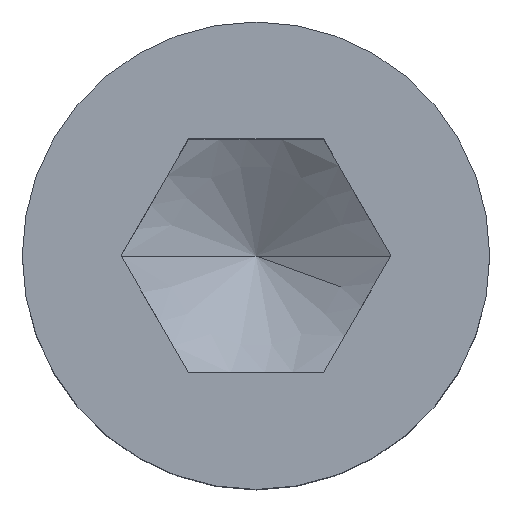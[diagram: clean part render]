
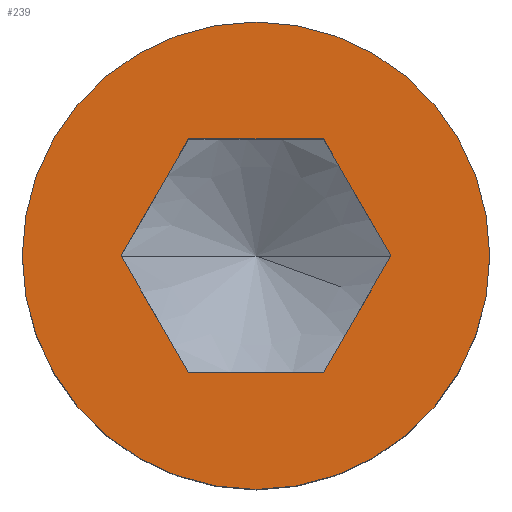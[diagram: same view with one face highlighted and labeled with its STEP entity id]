
A CAD part, top view. The second image highlights one B-rep face of the part: STEP entity #239.
In plain terms, the highlighted planar face has unit normal (0, 0, 1).
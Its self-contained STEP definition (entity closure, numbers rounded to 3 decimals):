
#141=EDGE_CURVE('',#283,#243,#354,.T.);
#145=VERTEX_POINT('',#358);
#151=VERTEX_POINT('',#365);
#165=EDGE_CURVE('',#145,#269,#379,.T.);
#181=EDGE_CURVE('',#151,#215,#395,.T.);
#203=EDGE_CURVE('',#215,#253,#420,.T.);
#207=EDGE_CURVE('',#315,#283,#425,.T.);
#215=VERTEX_POINT('',#434);
#239=ADVANCED_FACE('',(#461,#462),#463,.T.);
#243=VERTEX_POINT('',#467);
#253=VERTEX_POINT('',#478);
#255=EDGE_CURVE('',#253,#315,#480,.T.);
#267=EDGE_CURVE('',#269,#145,#493,.T.);
#269=VERTEX_POINT('',#495);
#283=VERTEX_POINT('',#512);
#287=EDGE_CURVE('',#243,#151,#516,.T.);
#315=VERTEX_POINT('',#548);
#354=LINE('',#595,#596);
#358=CARTESIAN_POINT('',(8.0,0.,10.));
#365=CARTESIAN_POINT('',(-4.619,0.0,10.0));
#379=CIRCLE('',#629,8.);
#395=LINE('',#650,#651);
#420=LINE('',#693,#694);
#425=LINE('',#700,#701);
#434=CARTESIAN_POINT('',(-2.309,4.0,10.0));
#461=FACE_BOUND('',#765,.T.);
#462=FACE_OUTER_BOUND('',#766,.T.);
#463=PLANE('',#767);
#467=CARTESIAN_POINT('',(-2.309,-4.0,10.0));
#478=CARTESIAN_POINT('',(2.309,4.0,10.0));
#480=LINE('',#797,#798);
#493=CIRCLE('',#826,8.);
#495=CARTESIAN_POINT('',(-8.,0.,10.));
#512=CARTESIAN_POINT('',(2.309,-4.0,10.0));
#516=LINE('',#856,#857);
#548=CARTESIAN_POINT('',(4.619,0.0,10.0));
#595=CARTESIAN_POINT('',(-1.155,-4.0,10.0));
#596=VECTOR('',#918,1.0);
#629=AXIS2_PLACEMENT_3D('',#938,#939,#940);
#650=CARTESIAN_POINT('',(-2.887,3.,10.0));
#651=VECTOR('',#957,1.0);
#693=CARTESIAN_POINT('',(1.155,4.0,10.0));
#694=VECTOR('',#990,1.0);
#700=CARTESIAN_POINT('',(2.887,-3.0,10.0));
#701=VECTOR('',#1000,1.0);
#765=EDGE_LOOP('',(#1041,#1042,#1043,#1044,#1045,#1046));
#766=EDGE_LOOP('',(#1047,#1048));
#767=AXIS2_PLACEMENT_3D('',#1049,#1050,#1051);
#797=CARTESIAN_POINT('',(4.041,1.0,10.0));
#798=VECTOR('',#1061,1.0);
#826=AXIS2_PLACEMENT_3D('',#1077,#1078,#1079);
#856=CARTESIAN_POINT('',(-4.041,-1.,10.0));
#857=VECTOR('',#1099,1.0);
#918=DIRECTION('',(-1.0,0.0,0.0));
#938=CARTESIAN_POINT('',(0.,0.,10.));
#939=DIRECTION('',(0.0,0.0,1.0));
#940=DIRECTION('',(-1.0,0.,0.0));
#957=DIRECTION('',(0.5,0.866,0.0));
#990=DIRECTION('',(1.0,0.0,0.0));
#1000=DIRECTION('',(-0.5,-0.866,0.0));
#1041=ORIENTED_EDGE('',*,*,#287,.T.);
#1042=ORIENTED_EDGE('',*,*,#181,.T.);
#1043=ORIENTED_EDGE('',*,*,#203,.T.);
#1044=ORIENTED_EDGE('',*,*,#255,.T.);
#1045=ORIENTED_EDGE('',*,*,#207,.T.);
#1046=ORIENTED_EDGE('',*,*,#141,.T.);
#1047=ORIENTED_EDGE('',*,*,#267,.T.);
#1048=ORIENTED_EDGE('',*,*,#165,.T.);
#1049=CARTESIAN_POINT('',(-6.31,0.,10.));
#1050=DIRECTION('',(0.0,0.0,1.0));
#1051=DIRECTION('',(-1.0,0.,0.0));
#1061=DIRECTION('',(0.5,-0.866,0.0));
#1077=CARTESIAN_POINT('',(0.,0.,10.));
#1078=DIRECTION('',(0.0,0.0,1.0));
#1079=DIRECTION('',(-1.0,0.,0.0));
#1099=DIRECTION('',(-0.5,0.866,0.0));
